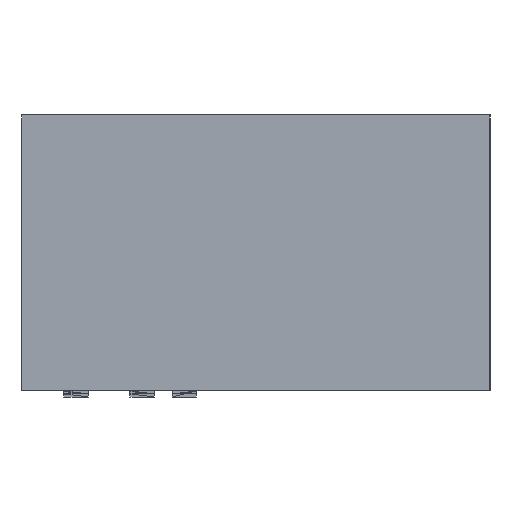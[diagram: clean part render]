
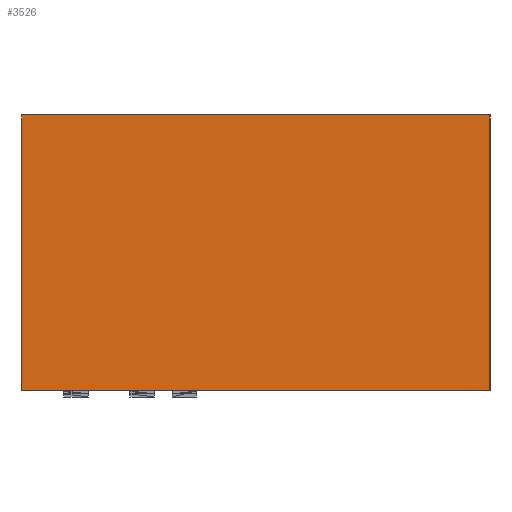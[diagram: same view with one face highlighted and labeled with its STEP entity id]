
A CAD part, left-side view. The second image highlights one B-rep face of the part: STEP entity #3526.
In plain terms, the highlighted planar face has unit normal (-1, 0, 0).
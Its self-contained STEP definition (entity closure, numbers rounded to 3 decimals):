
#3392=CARTESIAN_POINT('',(-4.0,-34.489,0.508));
#3391=VERTEX_POINT('',#3392);
#3410=CARTESIAN_POINT('',(-4.0,-34.489,23.495));
#3409=VERTEX_POINT('',#3410);
#3418=EDGE_CURVE('',#3391,#3409,#3423,.T.);
#3423=LINE('',#3392,#3425);
#3425=VECTOR('',#3426,22.987);
#3426=DIRECTION('',(0.0,0.0,1.0));
#3488=CARTESIAN_POINT('',(-4.0,4.5,0.508));
#3487=VERTEX_POINT('',#3488);
#3498=CARTESIAN_POINT('',(-4.0,4.5,23.495));
#3497=VERTEX_POINT('',#3498);
#3496=EDGE_CURVE('',#3497,#3487,#3501,.T.);
#3501=LINE('',#3498,#3503);
#3503=VECTOR('',#3504,22.987);
#3504=DIRECTION('',(0.0,0.0,-1.0));
#3526=ADVANCED_FACE('',(#3532),#3527,.T.);
#3527=PLANE('',#3528);
#3528=AXIS2_PLACEMENT_3D('',#3529,#3530,#3531);
#3529=CARTESIAN_POINT('',(-4.0,4.5,0.508));
#3530=DIRECTION('',(-1.0,0.0,0.0));
#3531=DIRECTION('',(0.,0.,1.));
#3532=FACE_OUTER_BOUND('',#3533,.T.);
#3533=EDGE_LOOP('',(#3534,#3544,#3554,#3564));
#3535=EDGE_CURVE('',#3391,#3487,#3540,.T.);
#3540=LINE('',#3392,#3542);
#3542=VECTOR('',#3543,38.989);
#3543=DIRECTION('',(0.0,1.0,0.0));
#3534=ORIENTED_EDGE('',*,*,#3535,.F.);
#3544=ORIENTED_EDGE('',*,*,#3418,.T.);
#3555=EDGE_CURVE('',#3497,#3409,#3560,.T.);
#3560=LINE('',#3498,#3562);
#3562=VECTOR('',#3563,38.989);
#3563=DIRECTION('',(0.0,-1.0,0.0));
#3554=ORIENTED_EDGE('',*,*,#3555,.F.);
#3564=ORIENTED_EDGE('',*,*,#3496,.T.);
